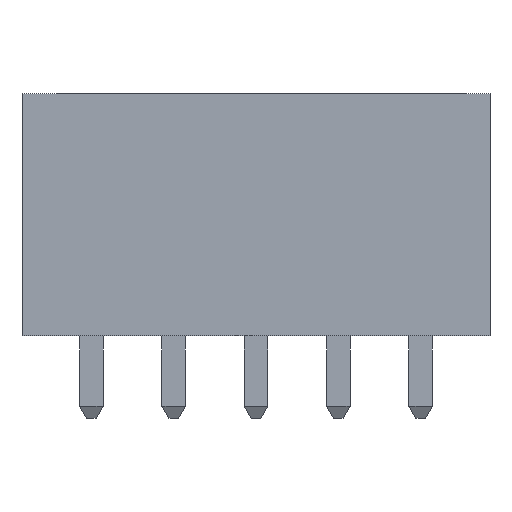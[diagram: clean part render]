
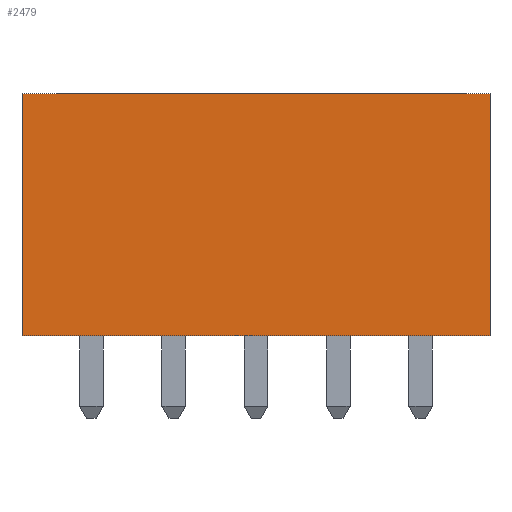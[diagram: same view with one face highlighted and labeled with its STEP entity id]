
A CAD part, front view. The second image highlights one B-rep face of the part: STEP entity #2479.
In plain terms, the highlighted planar face has unit normal (0, -1, 0).
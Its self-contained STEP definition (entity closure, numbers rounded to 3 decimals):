
#45 = CARTESIAN_POINT ( 'NONE',  ( 9.95, -4.35, 10.3 ) ) ;
#76 = VECTOR ( 'NONE', #2084, 1000. ) ;
#169 = CARTESIAN_POINT ( 'NONE',  ( -9.95, -4.35, 10.3 ) ) ;
#198 = ORIENTED_EDGE ( 'NONE', *, *, #1116, .T. ) ;
#225 = PLANE ( 'NONE',  #920 ) ;
#390 = DIRECTION ( 'NONE',  ( 0., 0., -1. ) ) ;
#421 = CARTESIAN_POINT ( 'NONE',  ( 9.95, -4.35, 10.3 ) ) ;
#494 = DIRECTION ( 'NONE',  ( 0., 1., 0. ) ) ;
#537 = CARTESIAN_POINT ( 'NONE',  ( -9.95, -4.35, 0. ) ) ;
#577 = EDGE_CURVE ( 'NONE', #1873, #2524, #1834, .T. ) ;
#783 = CARTESIAN_POINT ( 'NONE',  ( 9.95, -4.35, 10.3 ) ) ;
#812 = DIRECTION ( 'NONE',  ( 1., 0., 0. ) ) ;
#920 = AXIS2_PLACEMENT_3D ( 'NONE', #45, #494, #1030 ) ;
#1025 = ORIENTED_EDGE ( 'NONE', *, *, #2510, .F. ) ;
#1030 = DIRECTION ( 'NONE',  ( -1., 0., 0. ) ) ;
#1042 = CARTESIAN_POINT ( 'NONE',  ( -9.95, -4.35, 10.3 ) ) ;
#1116 = EDGE_CURVE ( 'NONE', #2541, #1873, #2069, .T. ) ;
#1177 = CARTESIAN_POINT ( 'NONE',  ( 9.95, -4.35, 0. ) ) ;
#1411 = VECTOR ( 'NONE', #812, 1000. ) ;
#1535 = EDGE_CURVE ( 'NONE', #2004, #2524, #1779, .T. ) ;
#1568 = DIRECTION ( 'NONE',  ( 1., 0., 0. ) ) ;
#1606 = ORIENTED_EDGE ( 'NONE', *, *, #577, .T. ) ;
#1779 = LINE ( 'NONE', #421, #1885 ) ;
#1834 = LINE ( 'NONE', #1979, #1411 ) ;
#1873 = VERTEX_POINT ( 'NONE', #537 ) ;
#1885 = VECTOR ( 'NONE', #390, 1000. ) ;
#1979 = CARTESIAN_POINT ( 'NONE',  ( 9.95, -4.35, 0. ) ) ;
#2004 = VERTEX_POINT ( 'NONE', #2158 ) ;
#2069 = LINE ( 'NONE', #1042, #76 ) ;
#2084 = DIRECTION ( 'NONE',  ( 0., 0., -1. ) ) ;
#2087 = LINE ( 'NONE', #783, #2359 ) ;
#2158 = CARTESIAN_POINT ( 'NONE',  ( 9.95, -4.35, 10.3 ) ) ;
#2342 = EDGE_LOOP ( 'NONE', ( #1606, #2463, #1025, #198 ) ) ;
#2359 = VECTOR ( 'NONE', #1568, 1000. ) ;
#2463 = ORIENTED_EDGE ( 'NONE', *, *, #1535, .F. ) ;
#2475 = FACE_OUTER_BOUND ( 'NONE', #2342, .T. ) ;
#2479 = ADVANCED_FACE ( 'NONE', ( #2475 ), #225, .F. ) ;
#2510 = EDGE_CURVE ( 'NONE', #2541, #2004, #2087, .T. ) ;
#2524 = VERTEX_POINT ( 'NONE', #1177 ) ;
#2541 = VERTEX_POINT ( 'NONE', #169 ) ;
